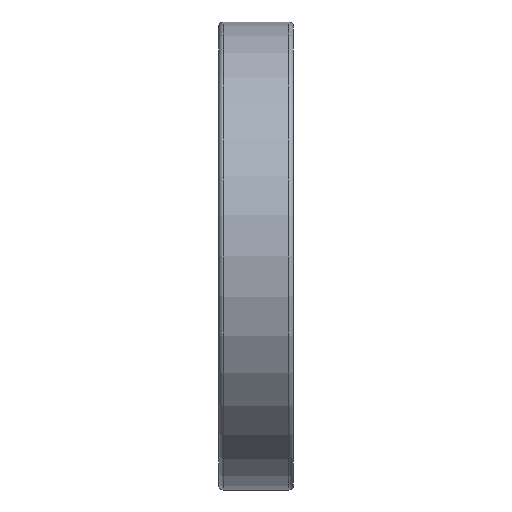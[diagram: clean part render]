
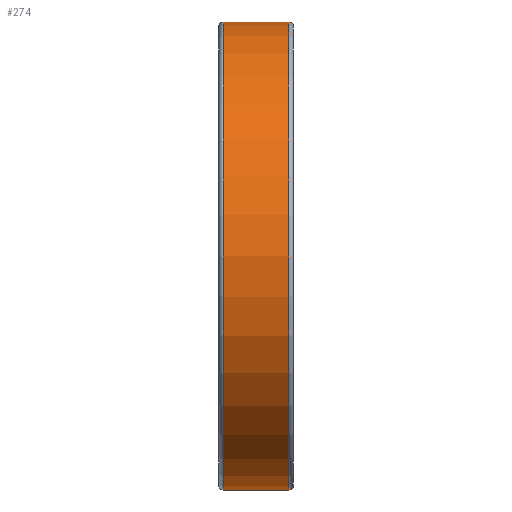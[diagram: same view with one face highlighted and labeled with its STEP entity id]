
A CAD part, front view. The second image highlights one B-rep face of the part: STEP entity #274.
In plain terms, the highlighted cylindrical face has radius 75 mm (diameter 150 mm), a full revolution.
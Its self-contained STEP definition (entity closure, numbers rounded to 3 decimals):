
#274 = ADVANCED_FACE( '', ( #454, #455 ), #456, .T. );
#454 = FACE_OUTER_BOUND( '', #603, .T. );
#455 = FACE_OUTER_BOUND( '', #604, .T. );
#456 = CYLINDRICAL_SURFACE( '', #605, 75. );
#603 = EDGE_LOOP( '', ( #770 ) );
#604 = EDGE_LOOP( '', ( #771 ) );
#605 = AXIS2_PLACEMENT_3D( '', #772, #773, #774 );
#770 = ORIENTED_EDGE( '', *, *, #898, .T. );
#771 = ORIENTED_EDGE( '', *, *, #920, .F. );
#772 = CARTESIAN_POINT( '', ( 50., 0., 0. ) );
#773 = DIRECTION( '', ( -1., 0., 0. ) );
#774 = DIRECTION( '', ( 0., 0., -1. ) );
#898 = EDGE_CURVE( '', #975, #975, #976, .T. );
#920 = EDGE_CURVE( '', #1008, #1008, #1009, .T. );
#975 = VERTEX_POINT( '', #1072 );
#976 = CIRCLE( '', #1073, 75. );
#1008 = VERTEX_POINT( '', #1105 );
#1009 = CIRCLE( '', #1106, 75. );
#1072 = CARTESIAN_POINT( '', ( 1.5, 0., -75. ) );
#1073 = AXIS2_PLACEMENT_3D( '', #1171, #1172, #1173 );
#1105 = CARTESIAN_POINT( '', ( 22.5, 0., -75. ) );
#1106 = AXIS2_PLACEMENT_3D( '', #1207, #1208, #1209 );
#1171 = CARTESIAN_POINT( '', ( 1.5, 0., 0. ) );
#1172 = DIRECTION( '', ( 1., 0., 0. ) );
#1173 = DIRECTION( '', ( 0., 0., -1. ) );
#1207 = CARTESIAN_POINT( '', ( 22.5, 0., 0. ) );
#1208 = DIRECTION( '', ( 1., 0., 0. ) );
#1209 = DIRECTION( '', ( 0., 0., -1. ) );
